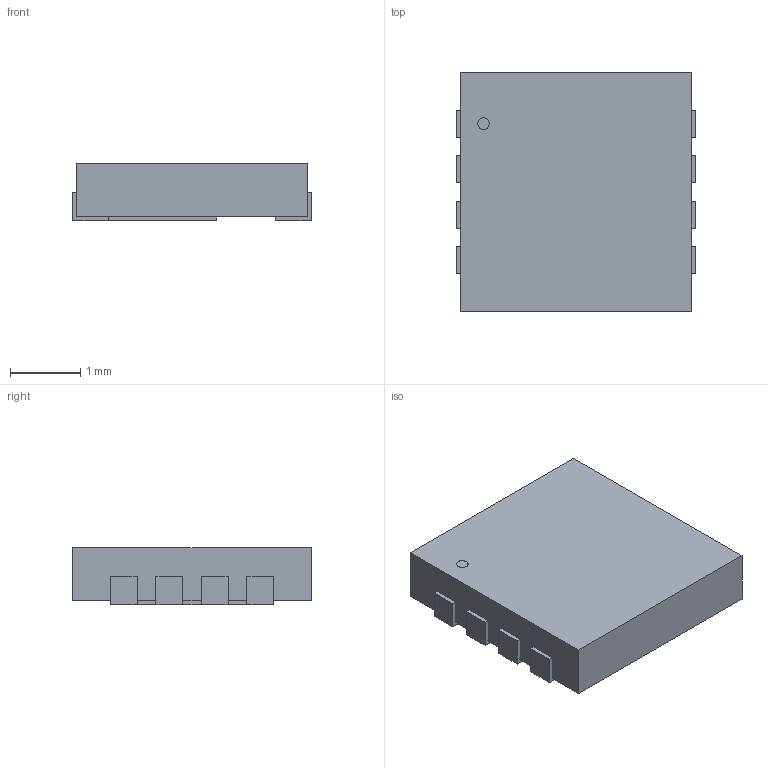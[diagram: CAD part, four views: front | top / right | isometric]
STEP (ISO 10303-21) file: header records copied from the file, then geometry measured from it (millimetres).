
FILE_DESCRIPTION(('STEP AP214'),'1');
FILE_NAME('PQFN8_483AW_ONS','2021-04-09T15:29:52',(''),(''),'','','');
FILE_SCHEMA(('AUTOMOTIVE_DESIGN'));
Length unit declared in the file: millimetre
Products named in the file (1): product
Bounding box: 3.4 x 3.4 x 0.81 mm (x, y, z)
Volume: 9.4 mm3; surface area: 49.7 mm2
Topology: 11 solids, 11 shells, 63 faces, 123 edges, 82 vertices
Faces by surface type: plane 62, cylinder 1
Full cylindrical faces by diameter (mm): 0.165 x1
Entity records: 1552 total; most frequent: DIRECTION 254, ORIENTED_EDGE 244, CARTESIAN_POINT 149, EDGE_CURVE 122, LINE 120, VECTOR 120, VERTEX_POINT 82, AXIS2_PLACEMENT_3D 67
